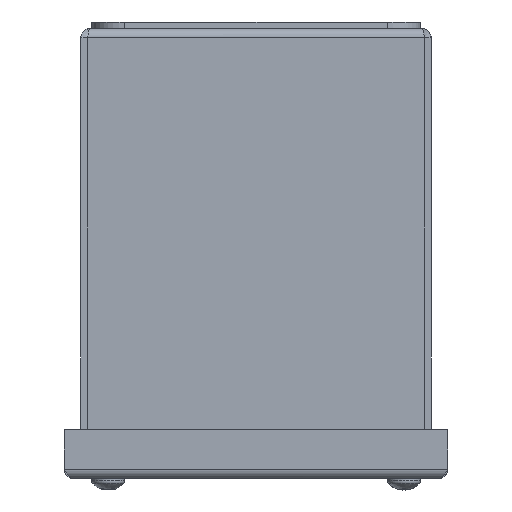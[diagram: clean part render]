
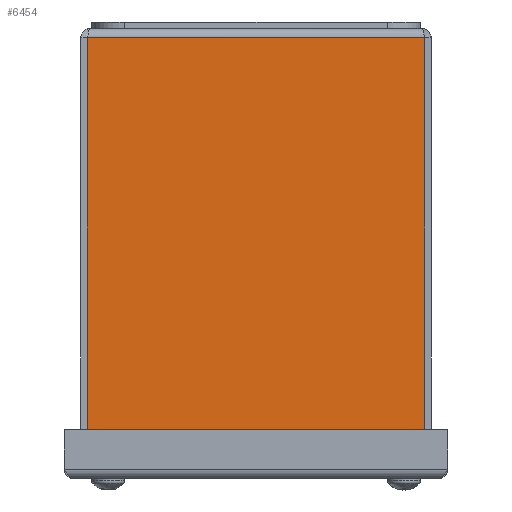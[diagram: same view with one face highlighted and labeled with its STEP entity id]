
A CAD part, front view. The second image highlights one B-rep face of the part: STEP entity #6454.
In plain terms, the highlighted planar face has unit normal (0, -1, 0).
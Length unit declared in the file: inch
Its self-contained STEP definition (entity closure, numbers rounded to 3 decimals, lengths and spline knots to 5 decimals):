
#871=FACE_OUTER_BOUND('',#1280,.T.);
#1280=EDGE_LOOP('',(#5126,#5127,#5128,#5129));
#1835=LINE('',#10833,#2406);
#1845=LINE('',#10858,#2416);
#1846=LINE('',#10860,#2417);
#1847=LINE('',#10861,#2418);
#2406=VECTOR('',#8215,3.85059);
#2416=VECTOR('',#8247,4.5995);
#2417=VECTOR('',#8248,3.85059);
#2418=VECTOR('',#8249,4.5995);
#2963=VERTEX_POINT('',#10830);
#2964=VERTEX_POINT('',#10832);
#2968=VERTEX_POINT('',#10857);
#2969=VERTEX_POINT('',#10859);
#3710=EDGE_CURVE('',#2964,#2963,#1835,.T.);
#3723=EDGE_CURVE('',#2968,#2963,#1845,.T.);
#3724=EDGE_CURVE('',#2968,#2969,#1846,.T.);
#3725=EDGE_CURVE('',#2964,#2969,#1847,.T.);
#5126=ORIENTED_EDGE('',*,*,#3710,.T.);
#5127=ORIENTED_EDGE('',*,*,#3723,.F.);
#5128=ORIENTED_EDGE('',*,*,#3724,.T.);
#5129=ORIENTED_EDGE('',*,*,#3725,.F.);
#5926=PLANE('',#6938);
#6454=ADVANCED_FACE('',(#871),#5926,.F.);
#6938=AXIS2_PLACEMENT_3D('',#10856,#8245,#8246);
#8215=DIRECTION('',(-1.,0.,0.));
#8245=DIRECTION('center_axis',(0.,1.,0.));
#8246=DIRECTION('ref_axis',(1.,0.,0.));
#8247=DIRECTION('',(0.,0.,1.));
#8248=DIRECTION('',(1.,0.,0.));
#8249=DIRECTION('',(0.,0.,-1.));
#10830=CARTESIAN_POINT('',(0.07471,0.,4.70475));
#10832=CARTESIAN_POINT('',(3.92529,0.,4.70475));
#10833=CARTESIAN_POINT('',(2.96265,0.,4.70475));
#10856=CARTESIAN_POINT('Origin',(2.,0.,2.37772));
#10857=CARTESIAN_POINT('',(0.07471,0.,0.10525));
#10858=CARTESIAN_POINT('',(0.07471,0.,0.10525));
#10859=CARTESIAN_POINT('',(3.92529,0.,0.10525));
#10860=CARTESIAN_POINT('',(2.,0.,0.10525));
#10861=CARTESIAN_POINT('',(3.92529,0.,0.10525));
